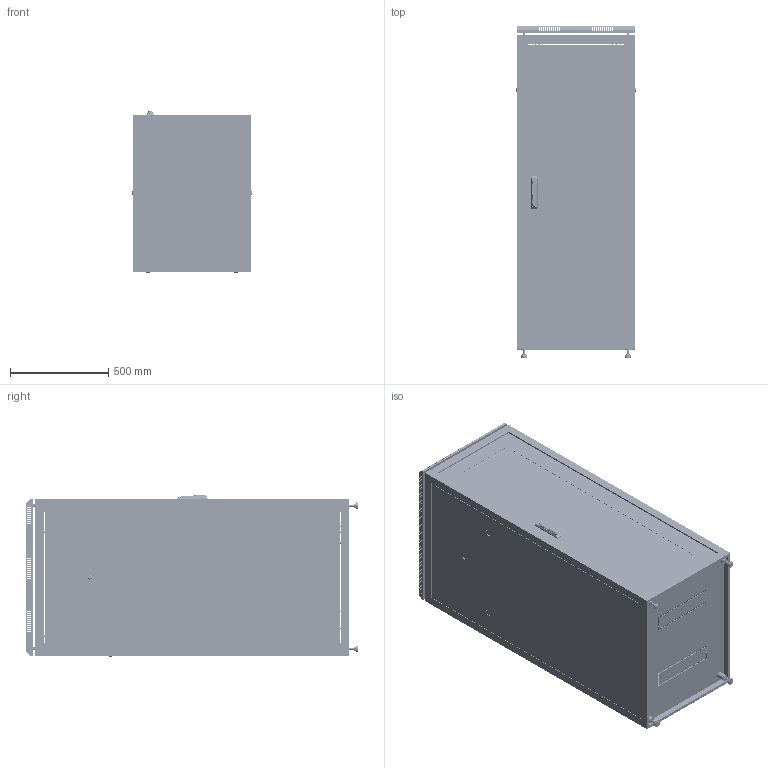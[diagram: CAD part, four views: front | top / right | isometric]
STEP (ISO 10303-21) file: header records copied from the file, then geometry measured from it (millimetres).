
FILE_DESCRIPTION (( 'STEP AP214' ), '1' );
FILE_NAME ('ITK 600x800_33U_DverStekl.STEP', '2018-06-06T08:51:42', ( '' ), ( '' ), 'SwSTEP 2.0', 'SolidWorks 2014', '' );
FILE_SCHEMA (( 'AUTOMOTIVE_DESIGN' ));
Length unit declared in the file: millimetre
Products named in the file (24): 侲膹馯罻; ßçû÷åê (3õ òî÷å÷íîå çàïèðàíèå); ﾇ琥韲; Panel_Bok_-03; Êîðïóñ çàìêà 006; Planka_-01; Dver_33U; Kabel-Vvod; Gaika; Stoika_-03; hex flange bolt_din_DIN 6921 - M6 x 12 x 12-N; Planka_-00; Dver_Sborka_33U; Profil 19_-03; Bok_profil_-01; Vint (1)_01; Zad_panel_-03; Krysha; Niz; Verh; ITK 600x800_33U_DverStekl; Îïîðà LF-80; Steklo_-03; ﾇ瑟鶴 MESAN 006
Assembly tree (100 placements, depth 4):
  ITK 600x800_33U_DverStekl
    Verh
    Niz
    Stoika_-03  x4
    Profil 19_-03  x4
    Krysha
    Îïîðà LF-80  x4
    Bok_profil_-01  x6
    Vint (1)_01  x31
    Gaika  x32
    Planka_-00
    Planka_-01
    Kabel-Vvod  x2
    Zad_panel_-03
    Panel_Bok_-03  x2
    Dver_Sborka_33U
      Dver_33U
      ﾇ瑟鶴 MESAN 006
        Êîðïóñ çàìêà 006
        侲膹馯罻
        ﾇ琥韲
        ßçû÷åê (3õ òî÷å÷íîå çàïèðàíèå)
        hex flange bolt_din_DIN 6921 - M6 x 12 x 12-N
      Steklo_-03
Bounding box: 608 x 1689.55 x 821.5 mm (x, y, z)
Volume: 13834803.5 mm3; surface area: 17304315.9 mm2
Topology: 99 solids, 99 shells, 12693 faces, 34207 edges, 21628 vertices
Faces by surface type: plane 10432, cylinder 1766, bspline 390, sphere 55, cone 39, torus 11
Full cylindrical faces by diameter (mm): 4 x3, 5 x3, 5.5 x8, 6 x59, 6.5 x32, 7 x34, 7.3 x12, 8 x2, 9 x4, 10 x11, 12 x4, 12.018 x31, 14 x8, 15 x1, 21 x1, 22 x1, 23 x8, 28 x4, 30 x4, 34 x4
Entity records: 122289 total; most frequent: CARTESIAN_POINT 21930, ORIENTED_EDGE 21082, DIRECTION 18505, EDGE_CURVE 10541, LINE 9699, VECTOR 9699, VERTEX_POINT 7020, EDGE_LOOP 4831
